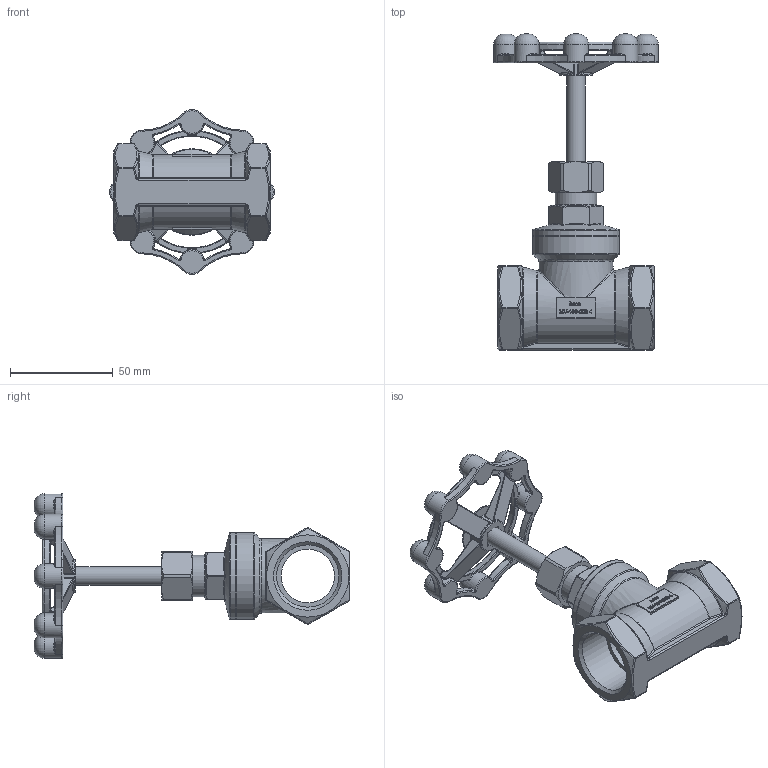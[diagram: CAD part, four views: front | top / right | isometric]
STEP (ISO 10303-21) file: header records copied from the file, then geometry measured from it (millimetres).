
FILE_DESCRIPTION (( 'STEP AP214' ), '1' );
FILE_NAME ('MV-100-000-4 Muffenventil heco step214.STEP', '2014-01-07T10:28:01', ( 'test' ), ( '' ), 'SwSTEP 2.0', 'SolidWorks 2011', '' );
FILE_SCHEMA (( 'AUTOMOTIVE_DESIGN' ));
Length unit declared in the file: millimetre
Products named in the file (1): MV-100-000-4 Muffenventil heco step214
Bounding box: 79.97 x 153.5 x 79.97 mm (x, y, z)
Volume: 109745.4 mm3; surface area: 37828.9 mm2
Topology: 2 solids, 6 shells, 1216 faces, 2995 edges, 1771 vertices
Faces by surface type: bspline 462, plane 333, cylinder 183, torus 147, sphere 54, cone 37
Full cylindrical faces by diameter (mm): 5 x1, 9 x1, 12 x8, 16 x1, 20 x1, 25 x1, 26 x1, 30.291 x2, 42 x2
Entity records: 68150 total; most frequent: CARTESIAN_POINT 29831, ORIENTED_EDGE 5726, DIRECTION 4250, EDGE_CURVE 2863, VERTEX_POINT 1739, AXIS2_PLACEMENT_3D 1609, EDGE_LOOP 1326, FACE_OUTER_BOUND 1250
